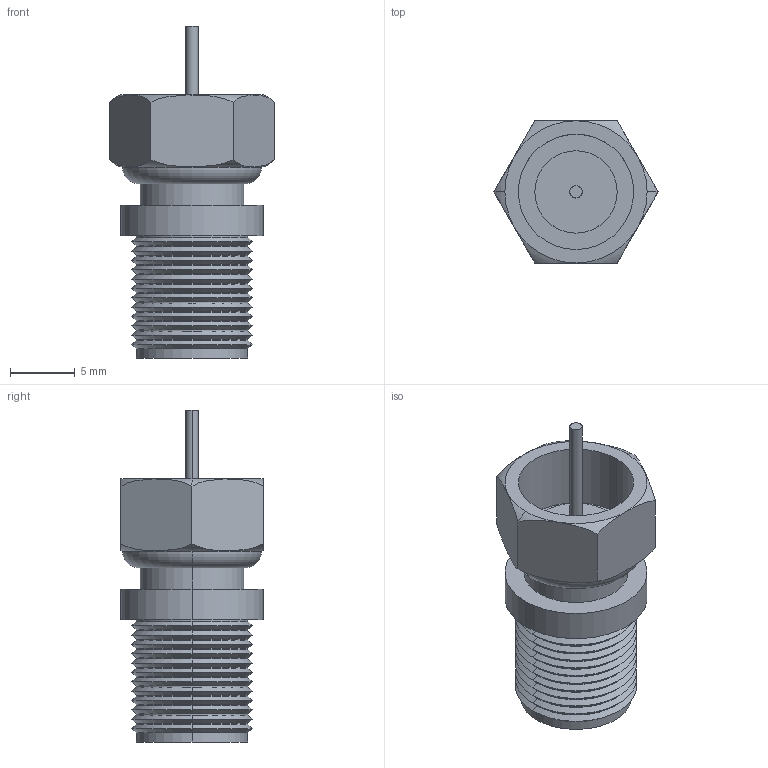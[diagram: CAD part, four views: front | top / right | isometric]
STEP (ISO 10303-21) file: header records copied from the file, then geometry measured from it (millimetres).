
FILE_DESCRIPTION (( 'STEP AP214' ), '1' );
FILE_NAME ('AXA-FMFF.STEP', '2010-03-01T21:21:06', ( 'Windows XP Mode' ), ( '' ), 'SwSTEP 2.0', 'SolidWorks 2008', '' );
FILE_SCHEMA (( 'AUTOMOTIVE_DESIGN' ));
Length unit declared in the file: inch
Products named in the file (1): AXA-FMFF
Bounding box: 12.67 x 10.97 x 25.6 mm (x, y, z)
Volume: 1267.3 mm3; surface area: 1252.6 mm2
Topology: 1 solids, 1 shells, 113 faces, 228 edges, 126 vertices
Faces by surface type: cone 48, cylinder 42, plane 17, torus 6
Entity records: 3234 total; most frequent: CARTESIAN_POINT 632, DIRECTION 564, ORIENTED_EDGE 456, AXIS2_PLACEMENT_3D 234, EDGE_CURVE 228, VERTEX_POINT 126, EDGE_LOOP 122, CIRCLE 120
